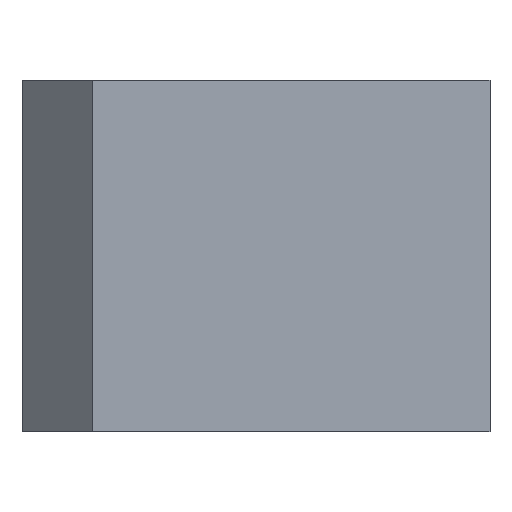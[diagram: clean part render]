
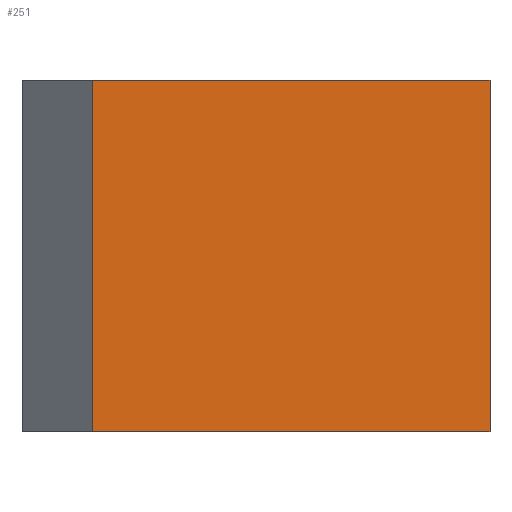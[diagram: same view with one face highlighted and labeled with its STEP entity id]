
A CAD part, front view. The second image highlights one B-rep face of the part: STEP entity #251.
In plain terms, the highlighted planar face has unit normal (0, -1, 0).
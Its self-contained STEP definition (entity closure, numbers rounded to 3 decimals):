
#14 = DIRECTION ( 'NONE',  ( 0., 0., -1. ) ) ;
#29 = CARTESIAN_POINT ( 'NONE',  ( 0., -31.25, 30. ) ) ;
#41 = CARTESIAN_POINT ( 'NONE',  ( -34., -31.25, 0. ) ) ;
#45 = LINE ( 'NONE', #332, #98 ) ;
#62 = VERTEX_POINT ( 'NONE', #117 ) ;
#68 = VECTOR ( 'NONE', #14, 1000. ) ;
#78 = CARTESIAN_POINT ( 'NONE',  ( 0., -31.25, 0. ) ) ;
#97 = DIRECTION ( 'NONE',  ( 1., 0., 0. ) ) ;
#98 = VECTOR ( 'NONE', #97, 1000. ) ;
#100 = CARTESIAN_POINT ( 'NONE',  ( -40., -31.25, 0. ) ) ;
#105 = CARTESIAN_POINT ( 'NONE',  ( -40., -31.25, 30. ) ) ;
#106 = ORIENTED_EDGE ( 'NONE', *, *, #164, .F. ) ;
#116 = AXIS2_PLACEMENT_3D ( 'NONE', #105, #268, #244 ) ;
#117 = CARTESIAN_POINT ( 'NONE',  ( -34., -31.25, 30. ) ) ;
#126 = EDGE_CURVE ( 'NONE', #62, #181, #335, .T. ) ;
#130 = VECTOR ( 'NONE', #204, 1000. ) ;
#135 = PLANE ( 'NONE',  #116 ) ;
#148 = EDGE_CURVE ( 'NONE', #62, #291, #45, .T. ) ;
#151 = CARTESIAN_POINT ( 'NONE',  ( 0., -31.25, 30. ) ) ;
#162 = FACE_OUTER_BOUND ( 'NONE', #218, .T. ) ;
#164 = EDGE_CURVE ( 'NONE', #291, #342, #333, .T. ) ;
#181 = VERTEX_POINT ( 'NONE', #41 ) ;
#186 = ORIENTED_EDGE ( 'NONE', *, *, #198, .T. ) ;
#198 = EDGE_CURVE ( 'NONE', #181, #342, #228, .T. ) ;
#201 = DIRECTION ( 'NONE',  ( 0., 0., -1. ) ) ;
#204 = DIRECTION ( 'NONE',  ( 1., 0., 0. ) ) ;
#218 = EDGE_LOOP ( 'NONE', ( #225, #317, #186, #106 ) ) ;
#225 = ORIENTED_EDGE ( 'NONE', *, *, #148, .F. ) ;
#228 = LINE ( 'NONE', #100, #130 ) ;
#236 = VECTOR ( 'NONE', #201, 1000. ) ;
#244 = DIRECTION ( 'NONE',  ( -1., 0., 0. ) ) ;
#251 = ADVANCED_FACE ( 'NONE', ( #162 ), #135, .F. ) ;
#268 = DIRECTION ( 'NONE',  ( 0., 1., 0. ) ) ;
#291 = VERTEX_POINT ( 'NONE', #29 ) ;
#317 = ORIENTED_EDGE ( 'NONE', *, *, #126, .T. ) ;
#332 = CARTESIAN_POINT ( 'NONE',  ( -40., -31.25, 30. ) ) ;
#333 = LINE ( 'NONE', #151, #236 ) ;
#334 = CARTESIAN_POINT ( 'NONE',  ( -34., -31.25, 30. ) ) ;
#335 = LINE ( 'NONE', #334, #68 ) ;
#342 = VERTEX_POINT ( 'NONE', #78 ) ;
